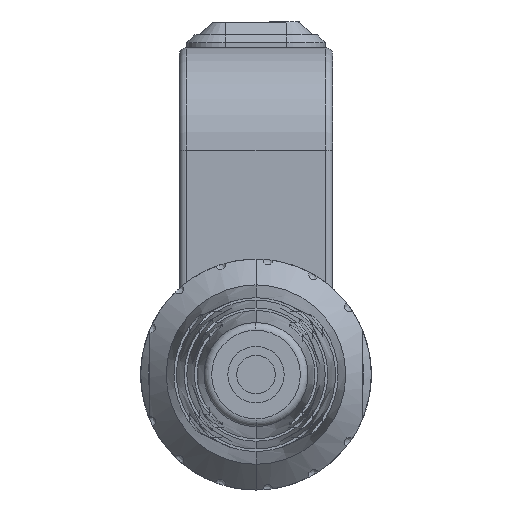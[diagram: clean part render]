
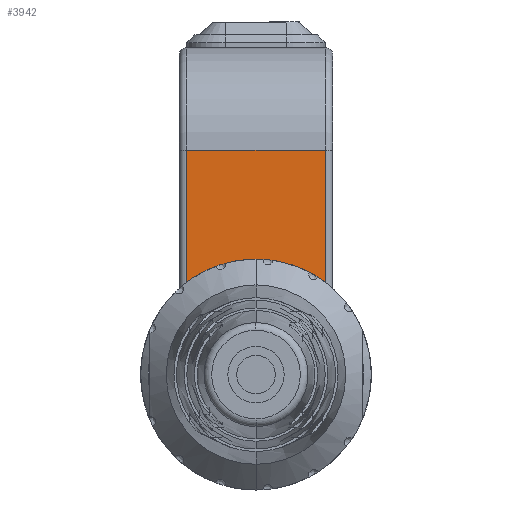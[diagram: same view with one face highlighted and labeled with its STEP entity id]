
A CAD part, front view. The second image highlights one B-rep face of the part: STEP entity #3942.
In plain terms, the highlighted planar face has unit normal (0, -1, 0).
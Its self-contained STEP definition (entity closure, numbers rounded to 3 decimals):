
#158=DIRECTION('',(0.,0.,1.));
#159=VECTOR('',#158,7.442);
#160=CARTESIAN_POINT('',(2.7,-37.95,-12.442));
#161=LINE('',#160,#159);
#184=CARTESIAN_POINT('',(0.,-37.95,-13.75));
#185=DIRECTION('',(0.,-1.,0.));
#186=DIRECTION('',(0.9,0.,0.436));
#187=AXIS2_PLACEMENT_3D('',#184,#185,#186);
#201=DIRECTION('',(0.,0.,-1.));
#202=VECTOR('',#201,7.442);
#203=CARTESIAN_POINT('',(-2.7,-37.95,-5.));
#204=LINE('',#203,#202);
#727=DIRECTION('',(-1.,0.,0.));
#728=VECTOR('',#727,5.4);
#729=CARTESIAN_POINT('',(2.7,-37.95,-5.));
#730=LINE('',#729,#728);
#3453=CARTESIAN_POINT('',(2.7,-37.95,-12.442));
#3454=CARTESIAN_POINT('',(-2.7,-37.95,-12.442));
#3455=VERTEX_POINT('',#3453);
#3456=VERTEX_POINT('',#3454);
#3457=CARTESIAN_POINT('',(-2.7,-37.95,-5.));
#3458=VERTEX_POINT('',#3457);
#3459=CARTESIAN_POINT('',(2.7,-37.95,-5.));
#3460=VERTEX_POINT('',#3459);
#3929=CARTESIAN_POINT('',(3.,-37.95,-17.));
#3930=DIRECTION('',(0.,-1.,0.));
#3931=DIRECTION('',(0.,0.,1.));
#3932=AXIS2_PLACEMENT_3D('',#3929,#3930,#3931);
#3933=PLANE('',#3932);
#3934=ORIENTED_EDGE('',*,*,#3918,.T.);
#3936=ORIENTED_EDGE('',*,*,#3935,.F.);
#3938=ORIENTED_EDGE('',*,*,#3937,.F.);
#3939=ORIENTED_EDGE('',*,*,#3889,.F.);
#3940=EDGE_LOOP('',(#3934,#3936,#3938,#3939));
#3941=FACE_OUTER_BOUND('',#3940,.F.);
#3942=ADVANCED_FACE('',(#3941),#3933,.T.);
#188=CIRCLE('',#187,3.);
#3889=EDGE_CURVE('',#3455,#3460,#161,.T.);
#3918=EDGE_CURVE('',#3455,#3456,#188,.T.);
#3935=EDGE_CURVE('',#3458,#3456,#204,.T.);
#3937=EDGE_CURVE('',#3460,#3458,#730,.T.);
